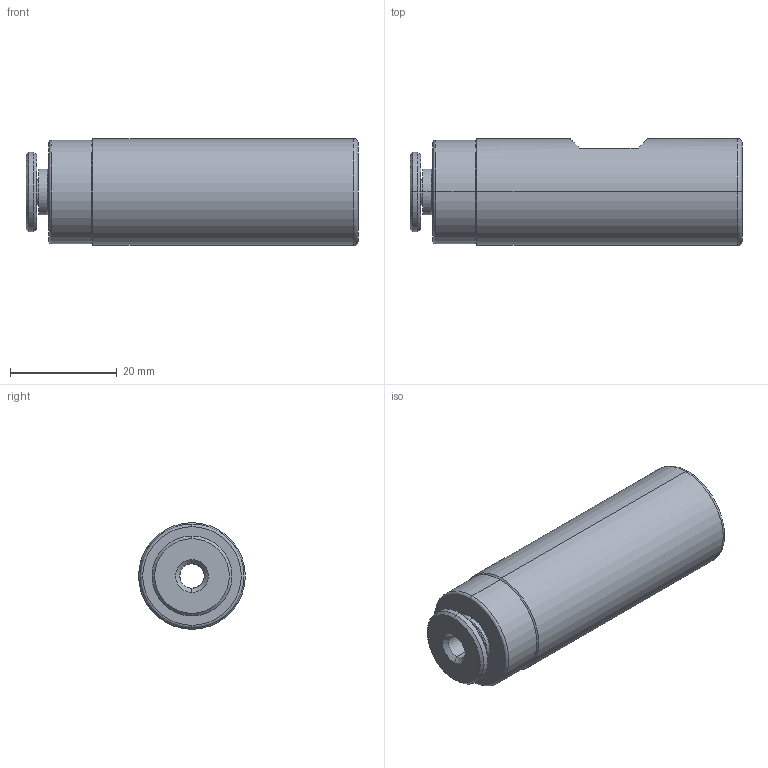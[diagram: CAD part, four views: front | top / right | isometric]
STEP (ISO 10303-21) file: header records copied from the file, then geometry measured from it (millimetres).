
FILE_DESCRIPTION (( 'STEP AP203' ), '1' );
FILE_NAME ('74-S.16.20.4534.STEP', '2019-04-16T05:55:29', ( 'Acer' ), ( '' ), 'SwSTEP 2.0', 'SolidWorks 2018', '' );
FILE_SCHEMA (( 'CONFIG_CONTROL_DESIGN' ));
Length unit declared in the file: millimetre
Products named in the file (1): 74-S.16.20.4534
Bounding box: 62.3 x 20 x 20 mm (x, y, z)
Surface area: 5982.4 mm2 (no closed solid volume)
Topology: 0 solids, 3 shells, 39 faces, 96 edges, 62 vertices
Faces by surface type: cylinder 14, cone 12, plane 7, torus 6
Entity records: 1339 total; most frequent: CARTESIAN_POINT 319, DIRECTION 220, ORIENTED_EDGE 168, EDGE_CURVE 96, AXIS2_PLACEMENT_3D 95, VERTEX_POINT 62, CIRCLE 55, EDGE_LOOP 47
